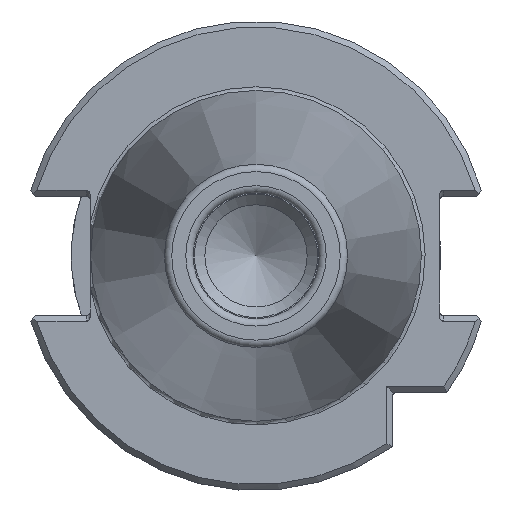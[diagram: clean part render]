
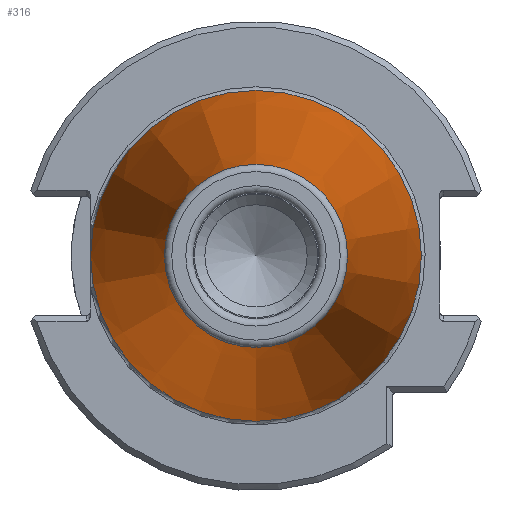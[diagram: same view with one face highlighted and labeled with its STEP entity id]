
A CAD part, left-side view. The second image highlights one B-rep face of the part: STEP entity #316.
In plain terms, the highlighted conical face has half-angle 8.297 degrees and reference radius 22.395 mm.
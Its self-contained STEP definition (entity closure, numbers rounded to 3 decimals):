
#316 = ADVANCED_FACE( '', ( #649, #650 ), #651, .T. );
#649 = FACE_BOUND( '', #977, .T. );
#650 = FACE_OUTER_BOUND( '', #978, .T. );
#651 = CONICAL_SURFACE( '', #979, 22.395, 0.145 );
#977 = EDGE_LOOP( '', ( #1841 ) );
#978 = EDGE_LOOP( '', ( #1842 ) );
#979 = AXIS2_PLACEMENT_3D( '', #1843, #1844, #1845 );
#1841 = ORIENTED_EDGE( '', *, *, #2144, .F. );
#1842 = ORIENTED_EDGE( '', *, *, #2090, .T. );
#1843 = CARTESIAN_POINT( '', ( 1.163, 0., 0. ) );
#1844 = DIRECTION( '', ( 1., 0., 0. ) );
#1845 = DIRECTION( '', ( 0., 0., -1. ) );
#2090 = EDGE_CURVE( '', #2569, #2569, #2570, .T. );
#2144 = EDGE_CURVE( '', #2637, #2637, #2638, .T. );
#2569 = VERTEX_POINT( '', #3294 );
#2570 = CIRCLE( '', #3295, 22.395 );
#2637 = VERTEX_POINT( '', #3414 );
#2638 = CIRCLE( '', #3415, 12.397 );
#3294 = CARTESIAN_POINT( '', ( 1.163, 0., 22.395 ) );
#3295 = AXIS2_PLACEMENT_3D( '', #3775, #3776, #3777 );
#3414 = CARTESIAN_POINT( '', ( -67.394, 0., 12.397 ) );
#3415 = AXIS2_PLACEMENT_3D( '', #3832, #3833, #3834 );
#3775 = CARTESIAN_POINT( '', ( 1.163, 0., 0. ) );
#3776 = DIRECTION( '', ( -1., 0., 0. ) );
#3777 = DIRECTION( '', ( 0., 0., 1. ) );
#3832 = CARTESIAN_POINT( '', ( -67.394, 0., 0. ) );
#3833 = DIRECTION( '', ( -1., 0., 0. ) );
#3834 = DIRECTION( '', ( 0., 0., 1. ) );
